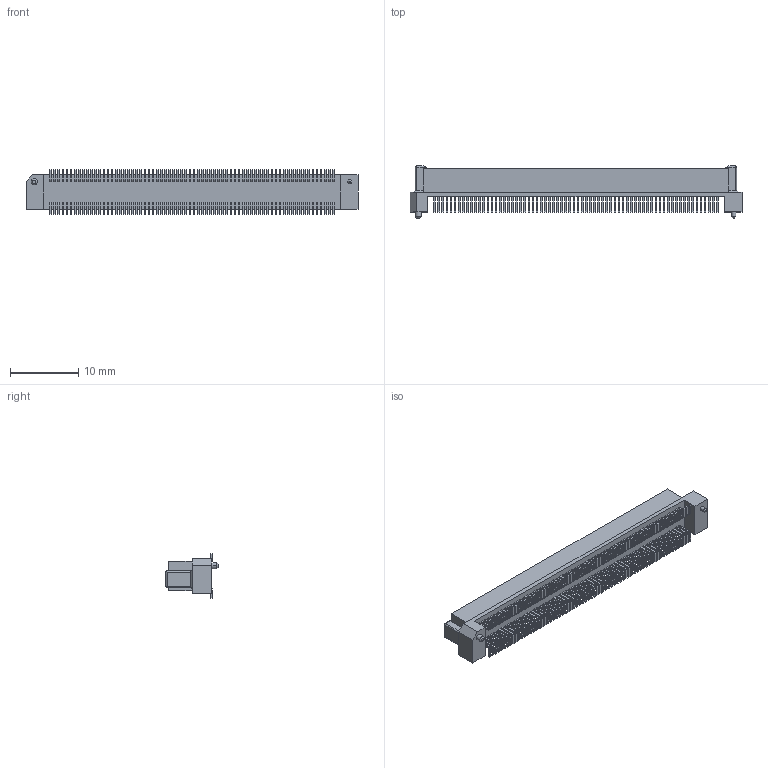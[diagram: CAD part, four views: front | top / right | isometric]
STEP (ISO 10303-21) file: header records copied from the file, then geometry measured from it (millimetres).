
FILE_DESCRIPTION(('OneSpaceDesigner STEP Export'),'2;1');
FILE_NAME('FX8C-140P-SV2.stp','2007-03-20T18:09:02',(''),(''),'OneSpace Designer STEP processor (Jan. 2003) for AP214(CD)(Solid Model)','OneSpace Designer 12.00 10-Sep-2003 (C) CoCreate Software GmbH','');
FILE_SCHEMA(('AUTOMOTIVE_DESIGN_CC2 {1 2 10303 214 -1 1 5 1}'));
Length unit declared in the file: millimetre
Products named in the file (2): FX8C-140P-SV2
Assembly tree (1 placements, depth 2):
  FX8C-140P-SV2
    FX8C-140P-SV2
Bounding box: 48.6 x 7.65 x 6.5 mm (x, y, z)
Volume: 464.9 mm3; surface area: 1770.4 mm2
Topology: 1 solids, 1 shells, 1328 faces, 3534 edges, 2347 vertices
Faces by surface type: plane 1024, cylinder 292, bspline 4, extrusion 4, cone 4
Entity records: 51005 total; most frequent: CARTESIAN_POINT 7306, ORIENTED_EDGE 7060, DIRECTION 6703, EDGE_CURVE 3530, VECTOR 2935, LINE 2931, VERTEX_POINT 2347, AXIS2_PLACEMENT_3D 1884
